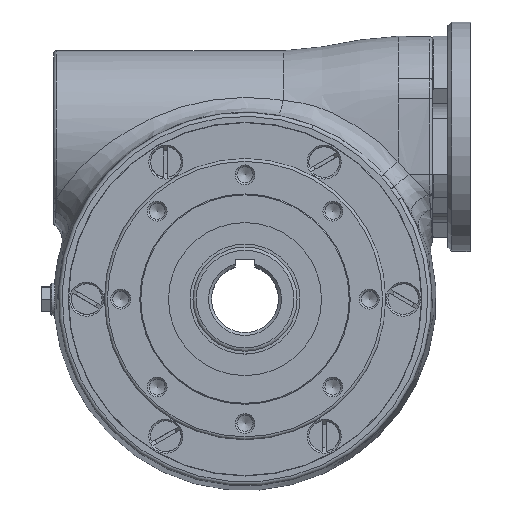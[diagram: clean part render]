
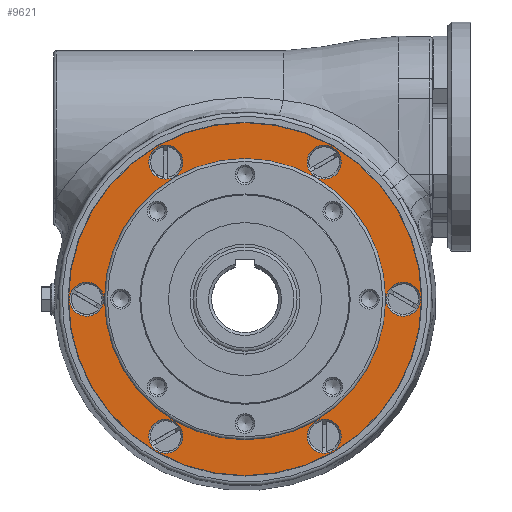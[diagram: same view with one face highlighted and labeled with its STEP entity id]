
A CAD part, top view. The second image highlights one B-rep face of the part: STEP entity #9621.
In plain terms, the highlighted planar face has unit normal (0, 0, 1).
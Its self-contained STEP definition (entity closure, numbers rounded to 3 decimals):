
#1005=PLANE('',#10281);
#1912=ORIENTED_EDGE('',*,*,#2837,.T.);
#1913=ORIENTED_EDGE('',*,*,#2846,.T.);
#1914=ORIENTED_EDGE('',*,*,#2849,.T.);
#1915=ORIENTED_EDGE('',*,*,#2850,.T.);
#1916=ORIENTED_EDGE('',*,*,#2852,.T.);
#1917=ORIENTED_EDGE('',*,*,#2822,.T.);
#1918=ORIENTED_EDGE('',*,*,#2819,.T.);
#1919=ORIENTED_EDGE('',*,*,#3224,.F.);
#2819=EDGE_CURVE('',#3664,#3664,#4297,.F.);
#2822=EDGE_CURVE('',#3667,#3667,#4300,.F.);
#2837=EDGE_CURVE('',#3682,#3682,#4315,.T.);
#2846=EDGE_CURVE('',#3691,#3691,#4320,.F.);
#2849=EDGE_CURVE('',#3694,#3694,#4323,.F.);
#2850=EDGE_CURVE('',#3695,#3695,#4324,.F.);
#2852=EDGE_CURVE('',#3697,#3697,#4326,.F.);
#3224=EDGE_CURVE('',#3969,#3969,#4502,.T.);
#3664=VERTEX_POINT('',#12734);
#3667=VERTEX_POINT('',#12742);
#3682=VERTEX_POINT('',#12781);
#3691=VERTEX_POINT('',#12813);
#3694=VERTEX_POINT('',#12821);
#3695=VERTEX_POINT('',#12824);
#3697=VERTEX_POINT('',#12829);
#3969=VERTEX_POINT('',#18065);
#4297=CIRCLE('',#9893,8.9);
#4300=CIRCLE('',#9898,8.9);
#4315=CIRCLE('',#9922,92.3);
#4320=CIRCLE('',#9929,8.9);
#4323=CIRCLE('',#9934,8.9);
#4324=CIRCLE('',#9936,8.9);
#4326=CIRCLE('',#9939,8.9);
#4502=CIRCLE('',#10280,73.5);
#5027=EDGE_LOOP('',(#1912));
#5028=EDGE_LOOP('',(#1913));
#5029=EDGE_LOOP('',(#1914));
#5030=EDGE_LOOP('',(#1915));
#5031=EDGE_LOOP('',(#1916));
#5032=EDGE_LOOP('',(#1917));
#5033=EDGE_LOOP('',(#1918));
#5034=EDGE_LOOP('',(#1919));
#5750=FACE_BOUND('',#5027,.T.);
#5751=FACE_BOUND('',#5028,.T.);
#5752=FACE_BOUND('',#5029,.T.);
#5753=FACE_BOUND('',#5030,.T.);
#5754=FACE_BOUND('',#5031,.T.);
#5755=FACE_BOUND('',#5032,.T.);
#5756=FACE_BOUND('',#5033,.T.);
#5757=FACE_BOUND('',#5034,.T.);
#9621=ADVANCED_FACE('',(#5750,#5751,#5752,#5753,#5754,#5755,#5756,#5757),
#1005,.T.);
#9893=AXIS2_PLACEMENT_3D('',#12733,#10752,#10753);
#9898=AXIS2_PLACEMENT_3D('',#12741,#10762,#10763);
#9922=AXIS2_PLACEMENT_3D('',#12780,#10810,#10811);
#9929=AXIS2_PLACEMENT_3D('',#12812,#10824,#10825);
#9934=AXIS2_PLACEMENT_3D('',#12820,#10834,#10835);
#9936=AXIS2_PLACEMENT_3D('',#12823,#10838,#10839);
#9939=AXIS2_PLACEMENT_3D('',#12828,#10844,#10845);
#10280=AXIS2_PLACEMENT_3D('',#18064,#11597,#11598);
#10281=AXIS2_PLACEMENT_3D('',#18066,#11599,#11600);
#10752=DIRECTION('',(0.,0.,1.));
#10753=DIRECTION('',(0.,1.,0.));
#10762=DIRECTION('',(0.,0.,1.));
#10763=DIRECTION('',(0.,1.,0.));
#10810=DIRECTION('',(0.,0.,1.));
#10811=DIRECTION('',(0.,1.,0.));
#10824=DIRECTION('',(0.,0.,1.));
#10825=DIRECTION('',(0.,1.,0.));
#10834=DIRECTION('',(0.,0.,1.));
#10835=DIRECTION('',(0.,1.,0.));
#10838=DIRECTION('',(0.,0.,1.));
#10839=DIRECTION('',(0.,1.,0.));
#10844=DIRECTION('',(0.,0.,1.));
#10845=DIRECTION('',(0.,1.,0.));
#11597=DIRECTION('',(0.,0.,1.));
#11598=DIRECTION('',(0.,1.,0.));
#11599=DIRECTION('',(0.,0.,1.));
#11600=DIRECTION('',(-1.,0.,0.));
#12733=CARTESIAN_POINT('',(-41.375,71.664,57.));
#12734=CARTESIAN_POINT('',(-41.375,80.564,57.));
#12741=CARTESIAN_POINT('',(-82.75,0.,57.));
#12742=CARTESIAN_POINT('',(-82.75,8.9,57.));
#12780=CARTESIAN_POINT('',(0.,0.,57.));
#12781=CARTESIAN_POINT('',(0.,92.3,57.));
#12812=CARTESIAN_POINT('',(41.375,71.664,57.));
#12813=CARTESIAN_POINT('',(41.375,80.564,57.));
#12820=CARTESIAN_POINT('',(82.75,0.,57.));
#12821=CARTESIAN_POINT('',(82.75,8.9,57.));
#12823=CARTESIAN_POINT('',(41.375,-71.664,57.));
#12824=CARTESIAN_POINT('',(41.375,-62.764,57.));
#12828=CARTESIAN_POINT('',(-41.375,-71.664,57.));
#12829=CARTESIAN_POINT('',(-41.375,-62.764,57.));
#18064=CARTESIAN_POINT('',(0.,0.,57.));
#18065=CARTESIAN_POINT('',(0.,73.5,57.));
#18066=CARTESIAN_POINT('',(-73.5,0.,57.));
